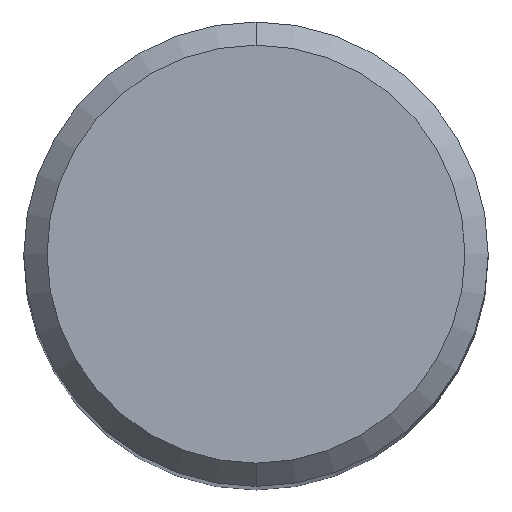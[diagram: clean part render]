
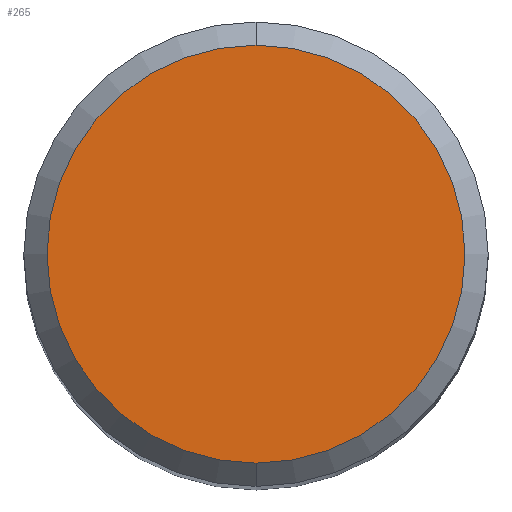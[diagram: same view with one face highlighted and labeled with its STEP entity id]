
A CAD part, top view. The second image highlights one B-rep face of the part: STEP entity #265.
In plain terms, the highlighted planar face has unit normal (0, 0, 1).
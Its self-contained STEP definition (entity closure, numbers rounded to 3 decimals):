
#169=VERTEX_POINT('',#460);
#243=EDGE_CURVE('',#169,#365,#541,.T.);
#265=ADVANCED_FACE('',(#565),#566,.T.);
#301=EDGE_CURVE('',#365,#169,#605,.T.);
#365=VERTEX_POINT('',#674);
#460=CARTESIAN_POINT('',(0.,-3.6,0.0));
#541=CIRCLE('',#1012,3.6);
#565=FACE_OUTER_BOUND('',#1043,.T.);
#566=PLANE('',#1044);
#605=CIRCLE('',#1109,3.6);
#674=CARTESIAN_POINT('',(0.0,3.6,0.0));
#1012=AXIS2_PLACEMENT_3D('',#1466,#1467,#1468);
#1043=EDGE_LOOP('',(#1492,#1493));
#1044=AXIS2_PLACEMENT_3D('',#1494,#1495,#1496);
#1109=AXIS2_PLACEMENT_3D('',#1542,#1543,#1544);
#1466=CARTESIAN_POINT('',(0.0,0.0,0.0));
#1467=DIRECTION('',(0.0,0.0,-1.0));
#1468=DIRECTION('',(0.0,1.0,0.0));
#1492=ORIENTED_EDGE('',*,*,#301,.F.);
#1493=ORIENTED_EDGE('',*,*,#243,.F.);
#1494=CARTESIAN_POINT('',(0.0,1.8,0.0));
#1495=DIRECTION('',(-0.0,0.0,1.0));
#1496=DIRECTION('',(0.0,-1.0,0.0));
#1542=CARTESIAN_POINT('',(0.0,0.0,0.0));
#1543=DIRECTION('',(0.0,0.0,-1.0));
#1544=DIRECTION('',(0.0,1.0,0.0));
